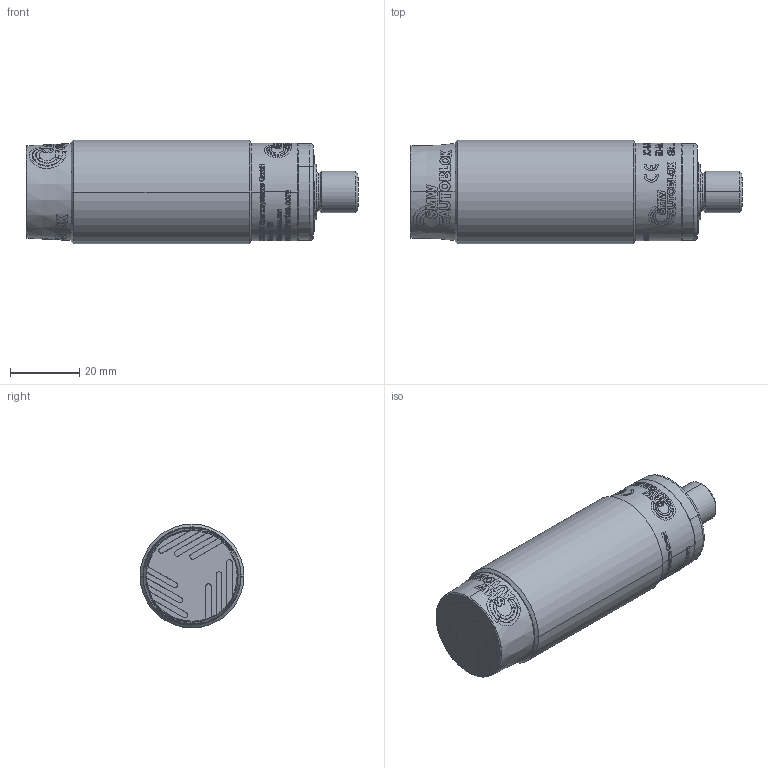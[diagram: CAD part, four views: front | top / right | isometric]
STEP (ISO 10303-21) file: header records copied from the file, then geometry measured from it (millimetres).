
FILE_DESCRIPTION (( 'STEP AP203' ), '1' );
FILE_NAME ('K0E011604_IC-BASE M 30_zum_Versenden.STEP', '2023-10-05T11:40:26', ( '' ), ( '' ), 'SwSTEP 2.0', 'SolidWorks 2021', '' );
FILE_SCHEMA (( 'CONFIG_CONTROL_DESIGN' ));
Length unit declared in the file: millimetre
Products named in the file (9): K0E011604_IC-BASE M 30_zum_Versenden; 0E011416_KUPFERRING M30; 0E012582_GEWINDEHÜLSE M30_0E011604 Beschriftung BASE M30 1XIOL; 0E012262_GEHÄUSEVERSCHRAUBUNG; 210835_LED LICHTLEITER; 0E012231_FRONTKAPPE M30_Standard<Wie bearbeitet>; 0E012232_EINPRESSDECKEL M30_Standard<Wie bearbeitet>; 0E012581_GEWINDEHÜLSE M30 KPL._0E011604Base; 210864_EINBAUSTECKVERBINDER
Assembly tree (16 placements, depth 3):
  K0E011604_IC-BASE M 30_zum_Versenden
    210835_LED LICHTLEITER  x9
    210864_EINBAUSTECKVERBINDER
    0E012231_FRONTKAPPE M30_Standard<Wie bearbeitet>
    0E012581_GEWINDEHÜLSE M30 KPL._0E011604Base
      0E012582_GEWINDEHÜLSE M30_0E011604 Beschriftung BASE M30 1XIOL
      0E011416_KUPFERRING M30
    0E012232_EINPRESSDECKEL M30_Standard<Wie bearbeitet>
    0E012262_GEHÄUSEVERSCHRAUBUNG
Bounding box: 95.9 x 30 x 30 mm (x, y, z)
Volume: 13917.3 mm3; surface area: 31735.6 mm2
Topology: 15 solids, 15 shells, 3357 faces, 8955 edges, 5930 vertices
Faces by surface type: bspline 1836, plane 899, cylinder 432, cone 148, torus 42
Entity records: 195198 total; most frequent: CARTESIAN_POINT 128804, ORIENTED_EDGE 17356, EDGE_CURVE 8678, DIRECTION 7016, VERTEX_POINT 5752, B_SPLINE_CURVE_WITH_KNOTS 5725, EDGE_LOOP 3516, FACE_OUTER_BOUND 3213
